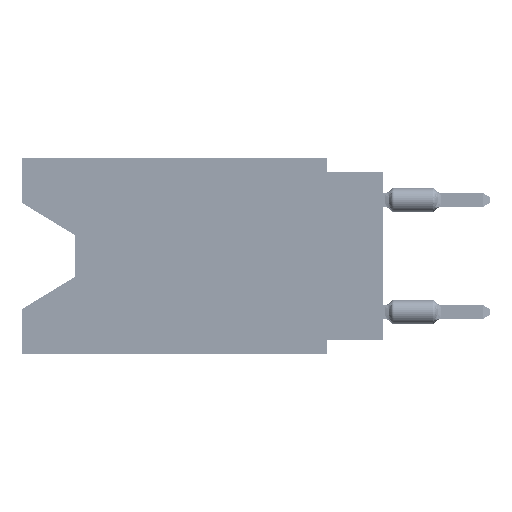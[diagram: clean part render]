
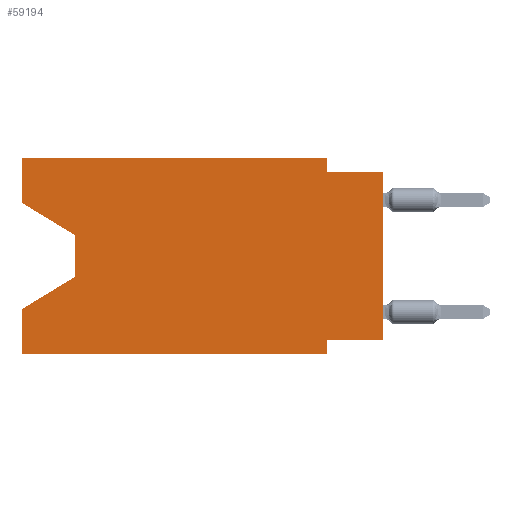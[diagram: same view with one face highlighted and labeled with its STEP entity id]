
A CAD part, left-side view. The second image highlights one B-rep face of the part: STEP entity #59194.
In plain terms, the highlighted planar face has unit normal (-1, 0, 0).
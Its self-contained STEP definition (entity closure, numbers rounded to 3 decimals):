
#390 = ORIENTED_EDGE ( 'NONE', *, *, #23063, .F. ) ;
#474 = VERTEX_POINT ( 'NONE', #46370 ) ;
#699 = CARTESIAN_POINT ( 'NONE',  ( 0., 2.54, 0. ) ) ;
#1180 = CARTESIAN_POINT ( 'NONE',  ( 0., 0., -8.255 ) ) ;
#1380 = VECTOR ( 'NONE', #65824, 1000. ) ;
#1682 = EDGE_LOOP ( 'NONE', ( #11468, #65638, #5506, #40304, #36658, #390, #66372, #50292, #9784, #21299, #31574, #61223 ) ) ;
#3202 = VERTEX_POINT ( 'NONE', #23353 ) ;
#4315 = EDGE_CURVE ( 'NONE', #45213, #474, #15523, .T. ) ;
#4692 = VERTEX_POINT ( 'NONE', #13315 ) ;
#5135 = CARTESIAN_POINT ( 'NONE',  ( 0., 0., -0.635 ) ) ;
#5243 = VERTEX_POINT ( 'NONE', #59705 ) ;
#5495 = CARTESIAN_POINT ( 'NONE',  ( 0., 16.383, -8.89 ) ) ;
#5506 = ORIENTED_EDGE ( 'NONE', *, *, #40981, .T. ) ;
#6405 = DIRECTION ( 'NONE',  ( 0., 0., -1. ) ) ;
#7611 = VECTOR ( 'NONE', #40462, 1000. ) ;
#7796 = LINE ( 'NONE', #40367, #68798 ) ;
#7966 = VERTEX_POINT ( 'NONE', #5135 ) ;
#8758 = VECTOR ( 'NONE', #56653, 1000. ) ;
#9784 = ORIENTED_EDGE ( 'NONE', *, *, #20077, .F. ) ;
#11468 = ORIENTED_EDGE ( 'NONE', *, *, #48425, .T. ) ;
#12235 = LINE ( 'NONE', #18648, #7611 ) ;
#13315 = CARTESIAN_POINT ( 'NONE',  ( 0., 16.383, -6.852 ) ) ;
#13331 = CARTESIAN_POINT ( 'NONE',  ( 0., 13.97, -3.505 ) ) ;
#15523 = LINE ( 'NONE', #5495, #64338 ) ;
#15868 = CARTESIAN_POINT ( 'NONE',  ( 0., 16.383, -2.038 ) ) ;
#15897 = VECTOR ( 'NONE', #46972, 1000. ) ;
#16222 = LINE ( 'NONE', #15868, #50108 ) ;
#16634 = VERTEX_POINT ( 'NONE', #52873 ) ;
#17347 = CARTESIAN_POINT ( 'NONE',  ( 0., 16.383, 0. ) ) ;
#18648 = CARTESIAN_POINT ( 'NONE',  ( 0., 16.383, 0. ) ) ;
#20077 = EDGE_CURVE ( 'NONE', #67305, #7966, #31257, .T. ) ;
#21299 = ORIENTED_EDGE ( 'NONE', *, *, #31840, .F. ) ;
#22136 = VECTOR ( 'NONE', #35152, 1000. ) ;
#23063 = EDGE_CURVE ( 'NONE', #66564, #474, #61150, .T. ) ;
#23353 = CARTESIAN_POINT ( 'NONE',  ( 0., 13.97, -3.505 ) ) ;
#23818 = EDGE_CURVE ( 'NONE', #57972, #16634, #12235, .T. ) ;
#24261 = DIRECTION ( 'NONE',  ( 0., 0., 1. ) ) ;
#24521 = CARTESIAN_POINT ( 'NONE',  ( 0., 2.54, -8.89 ) ) ;
#25109 = PLANE ( 'NONE',  #68103 ) ;
#25283 = CARTESIAN_POINT ( 'NONE',  ( 0., 13.97, -5.385 ) ) ;
#25587 = VECTOR ( 'NONE', #52299, 1000. ) ;
#25883 = CARTESIAN_POINT ( 'NONE',  ( 0., 0., -0.635 ) ) ;
#26763 = CARTESIAN_POINT ( 'NONE',  ( 0., 0., 0. ) ) ;
#30197 = CARTESIAN_POINT ( 'NONE',  ( 0., 13.97, -5.385 ) ) ;
#30467 = CARTESIAN_POINT ( 'NONE',  ( 0., 16.383, -2.038 ) ) ;
#31257 = LINE ( 'NONE', #25883, #15897 ) ;
#31574 = ORIENTED_EDGE ( 'NONE', *, *, #68489, .F. ) ;
#31840 = EDGE_CURVE ( 'NONE', #5243, #67305, #65116, .T. ) ;
#32029 = EDGE_CURVE ( 'NONE', #45213, #4692, #7796, .T. ) ;
#34570 = VECTOR ( 'NONE', #68987, 1000. ) ;
#35152 = DIRECTION ( 'NONE',  ( 0., 0., -1. ) ) ;
#35545 = CARTESIAN_POINT ( 'NONE',  ( 0., 16.383, -8.89 ) ) ;
#36658 = ORIENTED_EDGE ( 'NONE', *, *, #4315, .T. ) ;
#36778 = LINE ( 'NONE', #26763, #34570 ) ;
#37337 = DIRECTION ( 'NONE',  ( 0., -1., 0. ) ) ;
#39703 = VECTOR ( 'NONE', #6405, 1000. ) ;
#40205 = LINE ( 'NONE', #17347, #8758 ) ;
#40304 = ORIENTED_EDGE ( 'NONE', *, *, #32029, .F. ) ;
#40367 = CARTESIAN_POINT ( 'NONE',  ( 0., 16.383, 0. ) ) ;
#40462 = DIRECTION ( 'NONE',  ( 0., 0., 1. ) ) ;
#40845 = DIRECTION ( 'NONE',  ( 1., 0., 0. ) ) ;
#40855 = LINE ( 'NONE', #13331, #22136 ) ;
#40981 = EDGE_CURVE ( 'NONE', #57551, #4692, #58191, .T. ) ;
#43278 = EDGE_CURVE ( 'NONE', #53164, #7966, #36778, .T. ) ;
#45213 = VERTEX_POINT ( 'NONE', #35545 ) ;
#45870 = LINE ( 'NONE', #51246, #25587 ) ;
#46370 = CARTESIAN_POINT ( 'NONE',  ( 0., 2.54, -8.89 ) ) ;
#46972 = DIRECTION ( 'NONE',  ( 0., -1., 0. ) ) ;
#47271 = CARTESIAN_POINT ( 'NONE',  ( 0., 16.383, 0. ) ) ;
#48425 = EDGE_CURVE ( 'NONE', #57972, #3202, #16222, .T. ) ;
#50108 = VECTOR ( 'NONE', #59509, 1000. ) ;
#50292 = ORIENTED_EDGE ( 'NONE', *, *, #43278, .T. ) ;
#51246 = CARTESIAN_POINT ( 'NONE',  ( 0., 0., -8.255 ) ) ;
#52299 = DIRECTION ( 'NONE',  ( 0., 1., 0. ) ) ;
#52646 = FACE_OUTER_BOUND ( 'NONE', #1682, .T. ) ;
#52873 = CARTESIAN_POINT ( 'NONE',  ( 0., 16.383, 0. ) ) ;
#53164 = VERTEX_POINT ( 'NONE', #1180 ) ;
#55947 = EDGE_CURVE ( 'NONE', #53164, #66564, #45870, .T. ) ;
#55965 = EDGE_CURVE ( 'NONE', #3202, #57551, #40855, .T. ) ;
#56228 = VECTOR ( 'NONE', #58545, 1000. ) ;
#56653 = DIRECTION ( 'NONE',  ( 0., -1., 0. ) ) ;
#57551 = VERTEX_POINT ( 'NONE', #30197 ) ;
#57972 = VERTEX_POINT ( 'NONE', #30467 ) ;
#58191 = LINE ( 'NONE', #25283, #56228 ) ;
#58545 = DIRECTION ( 'NONE',  ( 0., 0.855, -0.519 ) ) ;
#59194 = ADVANCED_FACE ( 'NONE', ( #52646 ), #25109, .F. ) ;
#59509 = DIRECTION ( 'NONE',  ( 0., -0.855, -0.519 ) ) ;
#59705 = CARTESIAN_POINT ( 'NONE',  ( 0., 2.54, 0. ) ) ;
#61150 = LINE ( 'NONE', #24521, #39703 ) ;
#61223 = ORIENTED_EDGE ( 'NONE', *, *, #23818, .F. ) ;
#63962 = CARTESIAN_POINT ( 'NONE',  ( 0., 2.54, -8.255 ) ) ;
#64338 = VECTOR ( 'NONE', #37337, 1000. ) ;
#65116 = LINE ( 'NONE', #699, #1380 ) ;
#65638 = ORIENTED_EDGE ( 'NONE', *, *, #55965, .T. ) ;
#65824 = DIRECTION ( 'NONE',  ( 0., 0., -1. ) ) ;
#66372 = ORIENTED_EDGE ( 'NONE', *, *, #55947, .F. ) ;
#66564 = VERTEX_POINT ( 'NONE', #63962 ) ;
#67305 = VERTEX_POINT ( 'NONE', #69158 ) ;
#68103 = AXIS2_PLACEMENT_3D ( 'NONE', #47271, #40845, #69471 ) ;
#68489 = EDGE_CURVE ( 'NONE', #16634, #5243, #40205, .T. ) ;
#68798 = VECTOR ( 'NONE', #24261, 1000. ) ;
#68987 = DIRECTION ( 'NONE',  ( 0., 0., 1. ) ) ;
#69158 = CARTESIAN_POINT ( 'NONE',  ( 0., 2.54, -0.635 ) ) ;
#69471 = DIRECTION ( 'NONE',  ( 0., 0., -1. ) ) ;
